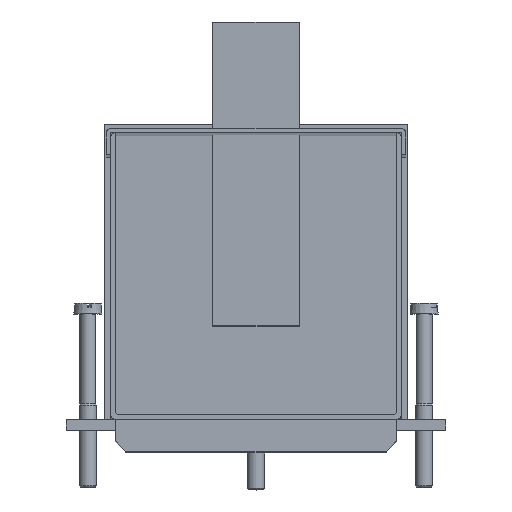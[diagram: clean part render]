
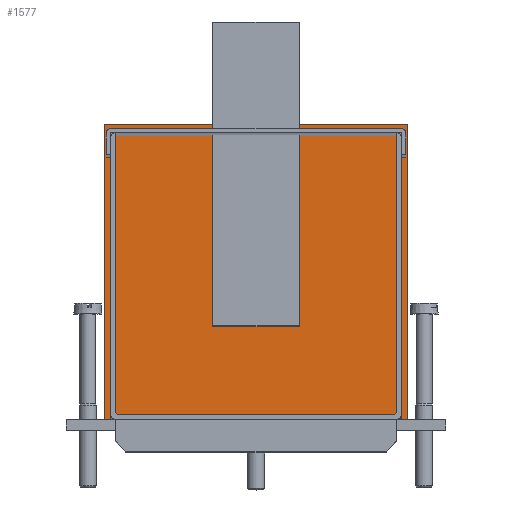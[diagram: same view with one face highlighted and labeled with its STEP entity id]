
A CAD part, top view. The second image highlights one B-rep face of the part: STEP entity #1577.
In plain terms, the highlighted planar face has unit normal (0, 0, 1).
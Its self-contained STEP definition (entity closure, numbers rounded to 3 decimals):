
#138=PLANE('',#1836);
#213=FACE_OUTER_BOUND('',#303,.T.);
#303=EDGE_LOOP('',(#1276,#1277,#1278,#1279,#1280,#1281,#1282,#1283));
#437=LINE('',#2580,#598);
#441=LINE('',#2588,#602);
#444=LINE('',#2594,#605);
#447=LINE('',#2600,#608);
#448=LINE('',#2602,#609);
#449=LINE('',#2604,#610);
#450=LINE('',#2606,#611);
#451=LINE('',#2607,#612);
#598=VECTOR('',#2108,10.);
#602=VECTOR('',#2114,10.);
#605=VECTOR('',#2119,10.);
#608=VECTOR('',#2124,10.);
#609=VECTOR('',#2125,10.);
#610=VECTOR('',#2126,10.);
#611=VECTOR('',#2127,10.);
#612=VECTOR('',#2128,10.);
#793=VERTEX_POINT('',#2578);
#794=VERTEX_POINT('',#2579);
#797=VERTEX_POINT('',#2587);
#799=VERTEX_POINT('',#2593);
#801=VERTEX_POINT('',#2599);
#802=VERTEX_POINT('',#2601);
#803=VERTEX_POINT('',#2603);
#804=VERTEX_POINT('',#2605);
#965=EDGE_CURVE('',#793,#794,#437,.T.);
#969=EDGE_CURVE('',#794,#797,#441,.T.);
#972=EDGE_CURVE('',#799,#793,#444,.T.);
#975=EDGE_CURVE('',#797,#801,#447,.T.);
#976=EDGE_CURVE('',#801,#802,#448,.T.);
#977=EDGE_CURVE('',#802,#803,#449,.T.);
#978=EDGE_CURVE('',#803,#804,#450,.T.);
#979=EDGE_CURVE('',#804,#799,#451,.T.);
#1276=ORIENTED_EDGE('',*,*,#972,.T.);
#1277=ORIENTED_EDGE('',*,*,#965,.T.);
#1278=ORIENTED_EDGE('',*,*,#969,.T.);
#1279=ORIENTED_EDGE('',*,*,#975,.T.);
#1280=ORIENTED_EDGE('',*,*,#976,.T.);
#1281=ORIENTED_EDGE('',*,*,#977,.T.);
#1282=ORIENTED_EDGE('',*,*,#978,.T.);
#1283=ORIENTED_EDGE('',*,*,#979,.T.);
#1577=ADVANCED_FACE('',(#213),#138,.T.);
#1836=AXIS2_PLACEMENT_3D('',#2598,#2122,#2123);
#2108=DIRECTION('',(1.,0.,0.));
#2114=DIRECTION('',(0.,-1.,0.));
#2119=DIRECTION('',(0.,1.,0.));
#2122=DIRECTION('center_axis',(0.,0.,1.));
#2123=DIRECTION('ref_axis',(1.,0.,0.));
#2124=DIRECTION('',(1.,0.,0.));
#2125=DIRECTION('',(0.,1.,0.));
#2126=DIRECTION('',(-1.,0.,0.));
#2127=DIRECTION('',(0.,-1.,0.));
#2128=DIRECTION('',(1.,0.,0.));
#2578=CARTESIAN_POINT('',(-42.833,-96.556,2.));
#2579=CARTESIAN_POINT('',(-17.833,-96.556,2.));
#2580=CARTESIAN_POINT('',(-24.083,-96.556,2.));
#2587=CARTESIAN_POINT('',(-17.833,-99.556,2.));
#2588=CARTESIAN_POINT('',(-17.833,-64.556,2.));
#2593=CARTESIAN_POINT('',(-42.833,-99.556,2.));
#2594=CARTESIAN_POINT('',(-42.833,-63.056,2.));
#2598=CARTESIAN_POINT('Origin',(-30.333,-29.556,2.));
#2599=CARTESIAN_POINT('',(39.667,-99.556,2.));
#2600=CARTESIAN_POINT('',(39.667,-99.556,2.));
#2601=CARTESIAN_POINT('',(39.667,40.444,2.));
#2602=CARTESIAN_POINT('',(39.667,40.444,2.));
#2603=CARTESIAN_POINT('',(-100.333,40.444,2.));
#2604=CARTESIAN_POINT('',(-100.333,40.444,2.));
#2605=CARTESIAN_POINT('',(-100.333,-99.556,2.));
#2606=CARTESIAN_POINT('',(-100.333,-99.556,2.));
#2607=CARTESIAN_POINT('',(39.667,-99.556,2.));
